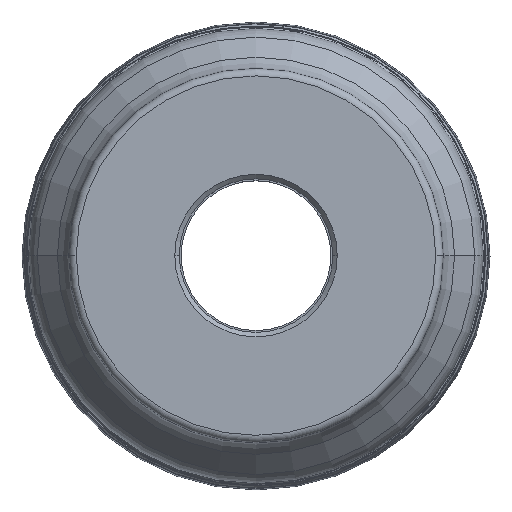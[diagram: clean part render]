
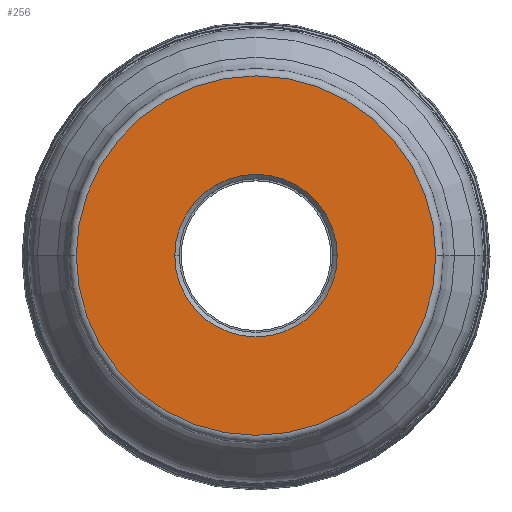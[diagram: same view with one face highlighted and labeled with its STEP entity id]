
A CAD part, top view. The second image highlights one B-rep face of the part: STEP entity #256.
In plain terms, the highlighted planar face has unit normal (0, 0, 1).
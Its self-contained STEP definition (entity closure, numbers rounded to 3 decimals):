
#43=PLANE('',#2559);
#49=FACE_BOUND('',#580,.T.);
#50=FACE_BOUND('',#581,.T.);
#256=ADVANCED_FACE('',(#49,#50),#43,.F.);
#580=EDGE_LOOP('',(#1030,#1031,#1032,#1033));
#581=EDGE_LOOP('',(#1034,#1035,#1036,#1037));
#1030=ORIENTED_EDGE('',*,*,#1597,.F.);
#1031=ORIENTED_EDGE('',*,*,#1595,.F.);
#1032=ORIENTED_EDGE('',*,*,#1594,.T.);
#1033=ORIENTED_EDGE('',*,*,#1598,.T.);
#1034=ORIENTED_EDGE('',*,*,#1599,.T.);
#1035=ORIENTED_EDGE('',*,*,#1600,.T.);
#1036=ORIENTED_EDGE('',*,*,#1601,.T.);
#1037=ORIENTED_EDGE('',*,*,#1602,.T.);
#1330=VERTEX_POINT('',#4815);
#1331=VERTEX_POINT('',#4817);
#1332=VERTEX_POINT('',#4819);
#1333=VERTEX_POINT('',#4823);
#1334=VERTEX_POINT('',#4827);
#1335=VERTEX_POINT('',#4828);
#1336=VERTEX_POINT('',#4830);
#1337=VERTEX_POINT('',#4832);
#1594=EDGE_CURVE('',#1331,#1330,#1927,.T.);
#1595=EDGE_CURVE('',#1331,#1332,#1928,.T.);
#1597=EDGE_CURVE('',#1332,#1333,#1930,.T.);
#1598=EDGE_CURVE('',#1330,#1333,#1931,.T.);
#1599=EDGE_CURVE('',#1334,#1335,#1932,.T.);
#1600=EDGE_CURVE('',#1335,#1336,#1933,.T.);
#1601=EDGE_CURVE('',#1336,#1337,#1934,.T.);
#1602=EDGE_CURVE('',#1337,#1334,#1935,.T.);
#1927=CIRCLE('',#2548,48.);
#1928=CIRCLE('',#2549,48.);
#1930=CIRCLE('',#2552,48.);
#1931=CIRCLE('',#2553,48.);
#1932=CIRCLE('',#2555,21.7);
#1933=CIRCLE('',#2556,21.7);
#1934=CIRCLE('',#2557,21.7);
#1935=CIRCLE('',#2558,21.7);
#2548=AXIS2_PLACEMENT_3D('',#4816,#3187,#3188);
#2549=AXIS2_PLACEMENT_3D('',#4818,#3189,#3190);
#2552=AXIS2_PLACEMENT_3D('',#4822,#3195,#3196);
#2553=AXIS2_PLACEMENT_3D('',#4824,#3197,#3198);
#2555=AXIS2_PLACEMENT_3D('',#4826,#3201,#3202);
#2556=AXIS2_PLACEMENT_3D('',#4829,#3203,#3204);
#2557=AXIS2_PLACEMENT_3D('',#4831,#3205,#3206);
#2558=AXIS2_PLACEMENT_3D('',#4833,#3207,#3208);
#2559=AXIS2_PLACEMENT_3D('',#4834,#3209,#3210);
#3187=DIRECTION('',(0.,0.,1.));
#3188=DIRECTION('',(1.,0.,0.));
#3189=DIRECTION('',(0.,0.,-1.));
#3190=DIRECTION('',(-1.,0.,0.));
#3195=DIRECTION('',(0.,0.,-1.));
#3196=DIRECTION('',(-1.,0.,0.));
#3197=DIRECTION('',(0.,0.,1.));
#3198=DIRECTION('',(1.,0.,0.));
#3201=DIRECTION('',(0.,0.,-1.));
#3202=DIRECTION('',(0.,-1.,0.));
#3203=DIRECTION('',(0.,0.,-1.));
#3204=DIRECTION('',(-1.,0.,0.));
#3205=DIRECTION('',(0.,0.,-1.));
#3206=DIRECTION('',(0.,1.,0.));
#3207=DIRECTION('',(0.,0.,-1.));
#3208=DIRECTION('',(1.,0.,0.));
#3209=DIRECTION('',(0.,0.,-1.));
#3210=DIRECTION('',(1.,0.,0.));
#4815=CARTESIAN_POINT('',(48.,0.,0.));
#4816=CARTESIAN_POINT('',(0.,0.,0.));
#4817=CARTESIAN_POINT('',(48.,-0.021,0.));
#4818=CARTESIAN_POINT('',(0.,0.,0.));
#4819=CARTESIAN_POINT('',(-48.,0.,0.));
#4822=CARTESIAN_POINT('',(0.,0.,0.));
#4823=CARTESIAN_POINT('',(-48.,0.021,0.));
#4824=CARTESIAN_POINT('',(0.,0.,0.));
#4826=CARTESIAN_POINT('',(0.,0.,0.));
#4827=CARTESIAN_POINT('',(0.,-21.7,0.));
#4828=CARTESIAN_POINT('',(-21.7,0.,0.));
#4829=CARTESIAN_POINT('',(0.,0.,0.));
#4830=CARTESIAN_POINT('',(0.,21.7,0.));
#4831=CARTESIAN_POINT('',(0.,0.,0.));
#4832=CARTESIAN_POINT('',(21.7,0.,0.));
#4833=CARTESIAN_POINT('',(0.,0.,0.));
#4834=CARTESIAN_POINT('',(0.,0.,0.));
